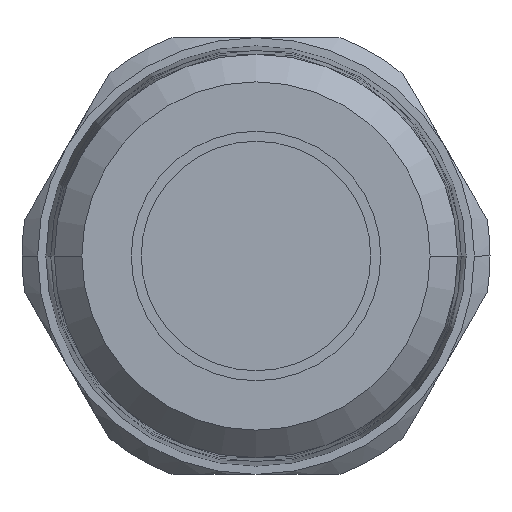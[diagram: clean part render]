
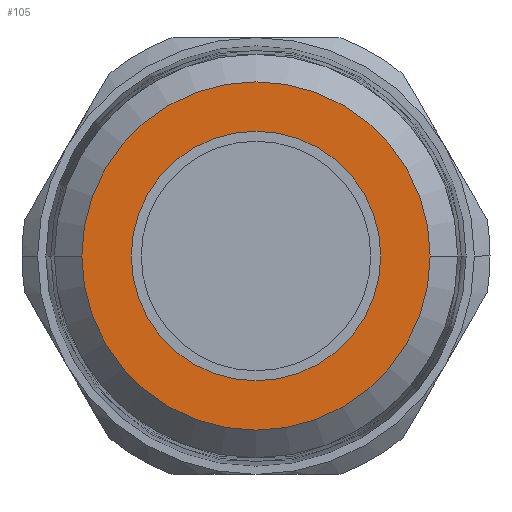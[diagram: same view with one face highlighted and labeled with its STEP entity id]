
A CAD part, front view. The second image highlights one B-rep face of the part: STEP entity #105.
In plain terms, the highlighted planar face has unit normal (0, -1, 0).
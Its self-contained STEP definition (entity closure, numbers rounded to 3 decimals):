
#105=ADVANCED_FACE('',(#263,#264),#265,.T.);
#263=FACE_BOUND('',#458,.T.);
#264=FACE_OUTER_BOUND('',#459,.T.);
#265=PLANE('',#460);
#458=EDGE_LOOP('',(#989,#990));
#459=EDGE_LOOP('',(#991,#992));
#460=AXIS2_PLACEMENT_3D('',#993,#994,#995);
#989=ORIENTED_EDGE('',*,*,#1397,.T.);
#990=ORIENTED_EDGE('',*,*,#1303,.T.);
#991=ORIENTED_EDGE('',*,*,#1286,.F.);
#992=ORIENTED_EDGE('',*,*,#1408,.F.);
#993=CARTESIAN_POINT('',(2.791,0.0,0.0));
#994=DIRECTION('',(-0.0,-1.0,-0.0));
#995=DIRECTION('',(-1.0,0.0,0.0));
#1286=EDGE_CURVE('',#1539,#1542,#1543,.T.);
#1303=EDGE_CURVE('',#1569,#1573,#1575,.T.);
#1397=EDGE_CURVE('',#1573,#1569,#1733,.T.);
#1408=EDGE_CURVE('',#1542,#1539,#1746,.T.);
#1539=VERTEX_POINT('',#1960);
#1542=VERTEX_POINT('',#1964);
#1543=CIRCLE('',#1965,5.582);
#1569=VERTEX_POINT('',#1998);
#1573=VERTEX_POINT('',#2003);
#1575=CIRCLE('',#2006,4.0);
#1733=CIRCLE('',#2279,4.0);
#1746=CIRCLE('',#2292,5.582);
#1960=CARTESIAN_POINT('',(5.582,0.0,0.0));
#1964=CARTESIAN_POINT('',(-5.582,0.0,0.));
#1965=AXIS2_PLACEMENT_3D('',#2633,#2634,#2635);
#1998=CARTESIAN_POINT('',(4.0,0.0,0.));
#2003=CARTESIAN_POINT('',(-4.0,0.0,0.));
#2006=AXIS2_PLACEMENT_3D('',#2666,#2667,#2668);
#2279=AXIS2_PLACEMENT_3D('',#2794,#2795,#2796);
#2292=AXIS2_PLACEMENT_3D('',#2827,#2828,#2829);
#2633=CARTESIAN_POINT('',(0.0,0.0,0.0));
#2634=DIRECTION('',(-0.0,1.0,0.0));
#2635=DIRECTION('',(1.0,0.0,0.0));
#2666=CARTESIAN_POINT('',(0.0,0.0,0.0));
#2667=DIRECTION('',(-0.0,1.0,0.0));
#2668=DIRECTION('',(1.0,0.0,0.0));
#2794=CARTESIAN_POINT('',(0.0,0.0,0.0));
#2795=DIRECTION('',(-0.0,1.0,0.0));
#2796=DIRECTION('',(1.0,0.0,0.0));
#2827=CARTESIAN_POINT('',(0.0,0.0,0.0));
#2828=DIRECTION('',(-0.0,1.0,0.0));
#2829=DIRECTION('',(1.0,0.0,0.0));
